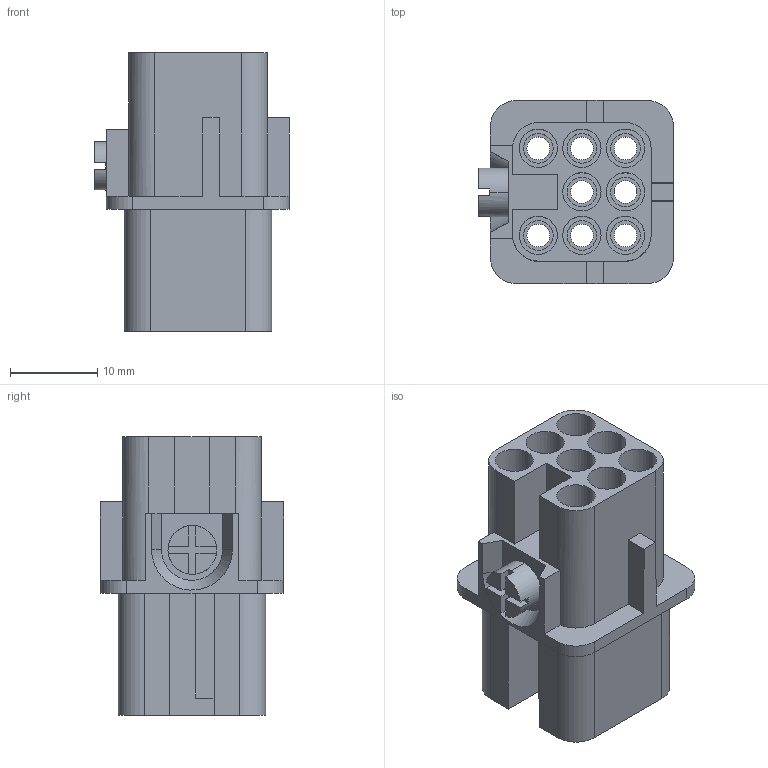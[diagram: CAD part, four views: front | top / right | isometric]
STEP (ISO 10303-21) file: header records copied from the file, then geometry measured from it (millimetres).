
FILE_DESCRIPTION(('SolidDesigner STEP Export'),'2;1');
FILE_NAME('1584363_HC_D_8_I_CT_F-select.stp','2013-12-05T15:11:46',(''),(''),'Creo Elements/Direct Modeling STEP processor for AP214 (Solid Model)','Creo Elements/Direct Modeling 18.1B 29-Sep-2012 (C) Parametric Technology GmbH','');
FILE_SCHEMA(('AUTOMOTIVE_DESIGN { 1 0 10303 214 1 1 1 1 }'));
Length unit declared in the file: millimetre
Products named in the file (2): 1584363_HC_D_8_I_CT_F-select
Assembly tree (1 placements, depth 2):
  1584363_HC_D_8_I_CT_F-select
    1584363_HC_D_8_I_CT_F-select
Bounding box: 22.35 x 21 x 32 mm (x, y, z)
Volume: 5586.3 mm3; surface area: 6243 mm2
Topology: 1 solids, 1 shells, 180 faces, 455 edges, 306 vertices
Faces by surface type: plane 92, cylinder 85, bspline 3
Entity records: 6926 total; most frequent: CARTESIAN_POINT 1298, ORIENTED_EDGE 910, DIRECTION 784, EDGE_CURVE 455, VERTEX_POINT 306, AXIS2_PLACEMENT_3D 263, VECTOR 258, LINE 258
